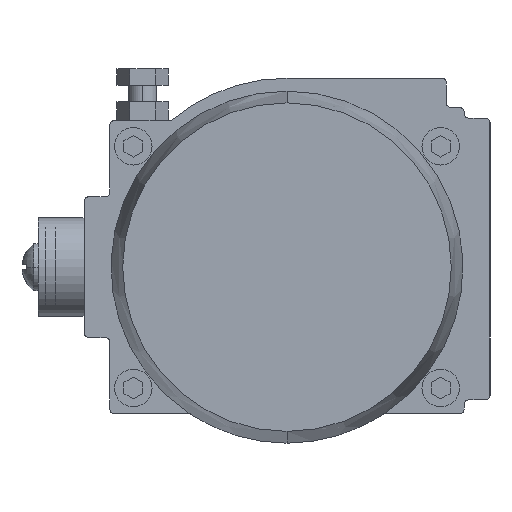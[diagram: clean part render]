
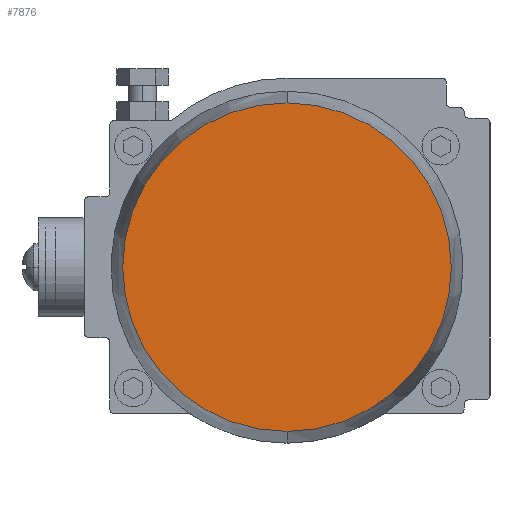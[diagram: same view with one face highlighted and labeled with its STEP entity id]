
A CAD part, left-side view. The second image highlights one B-rep face of the part: STEP entity #7876.
In plain terms, the highlighted planar face has unit normal (-1, 0, 0).
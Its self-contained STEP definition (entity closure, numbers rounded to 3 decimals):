
#799 = EDGE_CURVE ( 'NONE', #941, #15396, #16306, .T. ) ;
#941 = VERTEX_POINT ( 'NONE', #6402 ) ;
#1054 = ORIENTED_EDGE ( 'NONE', *, *, #799, .F. ) ;
#4855 = DIRECTION ( 'NONE',  ( 0., 0., -1. ) ) ;
#5064 = EDGE_LOOP ( 'NONE', ( #14059, #1054 ) ) ;
#6134 = DIRECTION ( 'NONE',  ( 1., 0., 0. ) ) ;
#6402 = CARTESIAN_POINT ( 'NONE',  ( -205.5, 0., 70. ) ) ;
#7662 = DIRECTION ( 'NONE',  ( 0., 0., 1. ) ) ;
#7876 = ADVANCED_FACE ( 'NONE', ( #11596 ), #15325, .T. ) ;
#8550 = DIRECTION ( 'NONE',  ( 0., 0., -1. ) ) ;
#8625 = AXIS2_PLACEMENT_3D ( 'NONE', #10227, #14146, #7662 ) ;
#8784 = CARTESIAN_POINT ( 'NONE',  ( -205.5, 0., 0. ) ) ;
#10227 = CARTESIAN_POINT ( 'NONE',  ( -205.5, 70., 0. ) ) ;
#11596 = FACE_OUTER_BOUND ( 'NONE', #5064, .T. ) ;
#12985 = AXIS2_PLACEMENT_3D ( 'NONE', #8784, #6134, #4855 ) ;
#13853 = CARTESIAN_POINT ( 'NONE',  ( -205.5, 0., 0. ) ) ;
#13892 = AXIS2_PLACEMENT_3D ( 'NONE', #13853, #15120, #8550 ) ;
#14059 = ORIENTED_EDGE ( 'NONE', *, *, #15837, .F. ) ;
#14146 = DIRECTION ( 'NONE',  ( -1., 0., 0. ) ) ;
#14540 = CARTESIAN_POINT ( 'NONE',  ( -205.5, 0., -70. ) ) ;
#15120 = DIRECTION ( 'NONE',  ( 1., 0., 0. ) ) ;
#15138 = CIRCLE ( 'NONE', #12985, 70. ) ;
#15325 = PLANE ( 'NONE',  #8625 ) ;
#15396 = VERTEX_POINT ( 'NONE', #14540 ) ;
#15837 = EDGE_CURVE ( 'NONE', #15396, #941, #15138, .T. ) ;
#16306 = CIRCLE ( 'NONE', #13892, 70. ) ;
